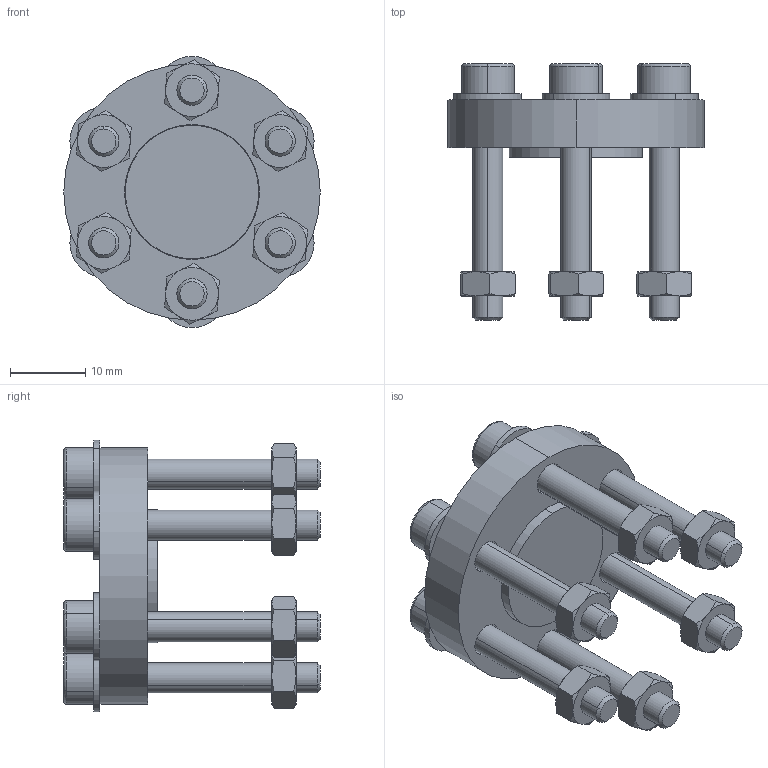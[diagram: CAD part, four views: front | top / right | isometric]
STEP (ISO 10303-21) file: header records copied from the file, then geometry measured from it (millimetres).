
FILE_DESCRIPTION (( 'STEP AP214' ), '1' );
FILE_NAME ('140-LG-C16.STEP', '2020-11-16T10:27:56', ( '' ), ( '' ), 'SwSTEP 2.0', 'SolidWorks 2017', '' );
FILE_SCHEMA (( 'AUTOMOTIVE_DESIGN' ));
Length unit declared in the file: millimetre
Products named in the file (6): Scheibe DIN 125 - A 4.3_Washer DIN 125 - A 4.3; Zylinderschraube mit Innensechskant DIN 912 - M4 x 30_DIN 912 M4 x 30 --- 20N; 140-LG-C16; 9140-LG-C16-GLASS; 9140-LG-C16_411-CF16-19; Sechskantmutter ISO 4032 - M4_Hexagon Nut ISO 4032 - M4 - D - N
Assembly tree (20 placements, depth 2):
  140-LG-C16
    9140-LG-C16_411-CF16-19
    9140-LG-C16-GLASS
    Zylinderschraube mit Innensechskant DIN 912 - M4 x 30_DIN 912 M4 x 30 --- 20N  x6
    Scheibe DIN 125 - A 4.3_Washer DIN 125 - A 4.3  x6
    Sechskantmutter ISO 4032 - M4_Hexagon Nut ISO 4032 - M4 - D - N  x6
Bounding box: 34 x 34 x 36 mm (x, y, z)
Volume: 8905.7 mm3; surface area: 8696.5 mm2
Topology: 20 solids, 20 shells, 393 faces, 844 edges, 492 vertices
Faces by surface type: plane 155, cone 120, cylinder 92, torus 26
Entity records: 2864 total; most frequent: CARTESIAN_POINT 524, DIRECTION 488, ORIENTED_EDGE 384, AXIS2_PLACEMENT_3D 209, EDGE_CURVE 192, VERTEX_POINT 117, EDGE_LOOP 109, CIRCLE 98
